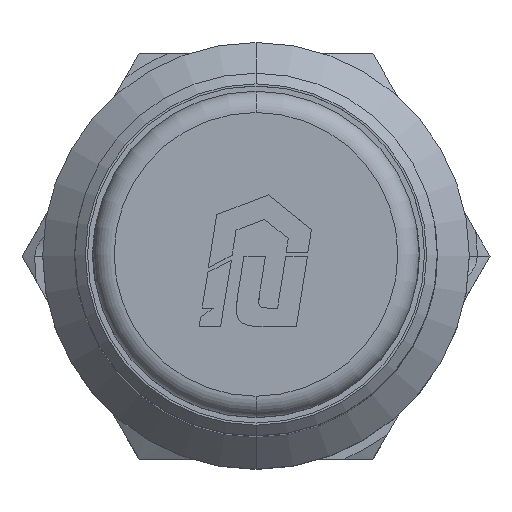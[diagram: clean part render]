
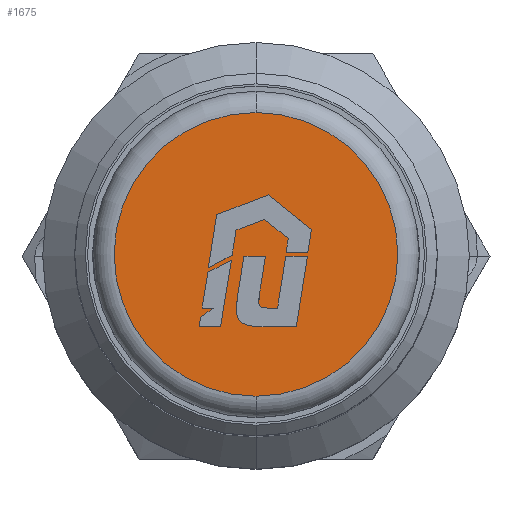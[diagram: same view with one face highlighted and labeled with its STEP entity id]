
A CAD part, top view. The second image highlights one B-rep face of the part: STEP entity #1675.
In plain terms, the highlighted planar face has unit normal (0, 0, 1).
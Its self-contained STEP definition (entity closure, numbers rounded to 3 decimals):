
#64=CARTESIAN_POINT('',(1.891,-3.184,59.5));
#65=VERTEX_POINT('',#64);
#66=CARTESIAN_POINT('',(0.329,-3.183,59.5));
#67=VERTEX_POINT('',#66);
#68=CARTESIAN_POINT('',(1.891,-3.184,59.5));
#69=DIRECTION('',(-1.,0.,0.));
#70=VECTOR('',#69,1.562);
#71=LINE('',#68,#70);
#72=EDGE_CURVE('',#65,#67,#71,.T.);
#104=CARTESIAN_POINT('',(2.411,0.12,59.5));
#105=VERTEX_POINT('',#104);
#106=CARTESIAN_POINT('',(2.411,0.12,59.5));
#107=DIRECTION('',(-0.156,-0.988,-0.));
#108=VECTOR('',#107,3.344);
#109=LINE('',#106,#108);
#110=EDGE_CURVE('',#105,#65,#109,.T.);
#135=CARTESIAN_POINT('',(1.394,0.12,59.5));
#136=VERTEX_POINT('',#135);
#137=CARTESIAN_POINT('',(1.394,0.12,59.5));
#138=DIRECTION('',(1.,0.,0.));
#139=VECTOR('',#138,1.017);
#140=LINE('',#137,#139);
#141=EDGE_CURVE('',#136,#105,#140,.T.);
#166=CARTESIAN_POINT('',(1.009,-2.317,59.5));
#167=VERTEX_POINT('',#166);
#168=CARTESIAN_POINT('',(1.009,-2.317,59.5));
#169=DIRECTION('',(0.156,0.988,0.));
#170=VECTOR('',#169,2.467);
#171=LINE('',#168,#170);
#172=EDGE_CURVE('',#167,#136,#171,.T.);
#197=CARTESIAN_POINT('',(0.622,-2.317,59.5));
#198=VERTEX_POINT('',#197);
#199=CARTESIAN_POINT('',(0.622,-2.317,59.5));
#200=DIRECTION('',(1.,0.001,0.));
#201=VECTOR('',#200,0.387);
#202=LINE('',#199,#201);
#203=EDGE_CURVE('',#198,#167,#202,.T.);
#264=CARTESIAN_POINT('',(0.189,-1.469,59.5));
#265=VERTEX_POINT('',#264);
#266=CARTESIAN_POINT('',(0.622,-2.317,59.5));
#267=CARTESIAN_POINT('',(0.399,-2.317,59.5));
#268=CARTESIAN_POINT('',(0.317,-2.298,59.5));
#269=CARTESIAN_POINT('',(0.228,-2.276,59.5));
#270=CARTESIAN_POINT('',(0.185,-2.223,59.5));
#271=CARTESIAN_POINT('',(0.146,-2.176,59.5));
#272=CARTESIAN_POINT('',(0.136,-2.079,59.5));
#273=CARTESIAN_POINT('',(0.12,-1.931,59.5));
#274=CARTESIAN_POINT('',(0.189,-1.469,59.5));
#275=B_SPLINE_CURVE_WITH_KNOTS('',2,(#266,#267,#268,#269,#270,#271,#272,#273,#274),.UNSPECIFIED.,.F.,.F.,(3,2,2,2,3),(0.,0.25,0.375,0.5,1.),.UNSPECIFIED.);
#276=EDGE_CURVE('',#198,#265,#275,.T.);
#329=CARTESIAN_POINT('',(0.444,0.12,59.5));
#330=VERTEX_POINT('',#329);
#331=CARTESIAN_POINT('',(0.444,0.12,59.5));
#332=DIRECTION('',(-0.158,-0.987,-0.));
#333=VECTOR('',#332,1.609);
#334=LINE('',#331,#333);
#335=EDGE_CURVE('',#330,#265,#334,.T.);
#360=CARTESIAN_POINT('',(-0.567,0.12,59.5));
#361=VERTEX_POINT('',#360);
#362=CARTESIAN_POINT('',(-0.567,0.12,59.5));
#363=DIRECTION('',(1.,0.,0.));
#364=VECTOR('',#363,1.011);
#365=LINE('',#362,#364);
#366=EDGE_CURVE('',#361,#330,#365,.T.);
#391=CARTESIAN_POINT('',(-0.867,-1.781,59.5));
#392=VERTEX_POINT('',#391);
#393=CARTESIAN_POINT('',(-0.867,-1.781,59.5));
#394=DIRECTION('',(0.156,0.988,0.));
#395=VECTOR('',#394,1.925);
#396=LINE('',#393,#395);
#397=EDGE_CURVE('',#392,#361,#396,.T.);
#470=CARTESIAN_POINT('',(-0.867,-1.781,59.5));
#471=CARTESIAN_POINT('',(-0.925,-2.153,59.5));
#472=CARTESIAN_POINT('',(-0.922,-2.357,59.5));
#473=CARTESIAN_POINT('',(-0.918,-2.733,59.5));
#474=CARTESIAN_POINT('',(-0.768,-2.909,59.5));
#475=CARTESIAN_POINT('',(-0.616,-3.088,59.5));
#476=CARTESIAN_POINT('',(-0.249,-3.151,59.5));
#477=CARTESIAN_POINT('',(-0.06,-3.183,59.5));
#478=CARTESIAN_POINT('',(0.329,-3.183,59.5));
#479=B_SPLINE_CURVE_WITH_KNOTS('',2,(#470,#471,#472,#473,#474,#475,#476,#477,#478),.UNSPECIFIED.,.F.,.F.,(3,2,2,2,3),(0.,0.25,0.5,0.75,1.),.UNSPECIFIED.);
#480=EDGE_CURVE('',#392,#67,#479,.T.);
#523=CARTESIAN_POINT('',(2.429,0.29,59.5));
#524=VERTEX_POINT('',#523);
#525=CARTESIAN_POINT('',(2.598,1.357,59.5));
#526=VERTEX_POINT('',#525);
#527=CARTESIAN_POINT('',(2.429,0.29,59.5));
#528=DIRECTION('',(0.156,0.988,0.));
#529=VECTOR('',#528,1.08);
#530=LINE('',#527,#529);
#531=EDGE_CURVE('',#524,#526,#530,.T.);
#563=CARTESIAN_POINT('',(0.582,2.99,59.5));
#564=VERTEX_POINT('',#563);
#565=CARTESIAN_POINT('',(2.598,1.357,59.5));
#566=DIRECTION('',(-0.777,0.629,0.));
#567=VECTOR('',#566,2.595);
#568=LINE('',#565,#567);
#569=EDGE_CURVE('',#526,#564,#568,.T.);
#594=CARTESIAN_POINT('',(-1.841,2.06,59.5));
#595=VERTEX_POINT('',#594);
#596=CARTESIAN_POINT('',(0.582,2.99,59.5));
#597=DIRECTION('',(-0.934,-0.358,-0.));
#598=VECTOR('',#597,2.595);
#599=LINE('',#596,#598);
#600=EDGE_CURVE('',#564,#595,#599,.T.);
#625=CARTESIAN_POINT('',(-2.235,-0.428,59.5));
#626=VERTEX_POINT('',#625);
#627=CARTESIAN_POINT('',(-1.841,2.06,59.5));
#628=DIRECTION('',(-0.156,-0.988,-0.));
#629=VECTOR('',#628,2.519);
#630=LINE('',#627,#629);
#631=EDGE_CURVE('',#595,#626,#630,.T.);
#656=CARTESIAN_POINT('',(-1.116,0.165,59.5));
#657=VERTEX_POINT('',#656);
#658=CARTESIAN_POINT('',(-2.235,-0.428,59.5));
#659=DIRECTION('',(0.884,0.468,0.));
#660=VECTOR('',#659,1.267);
#661=LINE('',#658,#660);
#662=EDGE_CURVE('',#626,#657,#661,.T.);
#687=CARTESIAN_POINT('',(-0.94,1.33,59.5));
#688=VERTEX_POINT('',#687);
#689=CARTESIAN_POINT('',(-1.116,0.165,59.5));
#690=DIRECTION('',(0.15,0.989,0.));
#691=VECTOR('',#690,1.178);
#692=LINE('',#689,#691);
#693=EDGE_CURVE('',#657,#688,#692,.T.);
#718=CARTESIAN_POINT('',(0.4,1.844,59.5));
#719=VERTEX_POINT('',#718);
#720=CARTESIAN_POINT('',(-0.94,1.33,59.5));
#721=DIRECTION('',(0.934,0.358,0.));
#722=VECTOR('',#721,1.435);
#723=LINE('',#720,#722);
#724=EDGE_CURVE('',#688,#719,#723,.T.);
#749=CARTESIAN_POINT('',(1.515,0.941,59.5));
#750=VERTEX_POINT('',#749);
#751=CARTESIAN_POINT('',(0.4,1.844,59.5));
#752=DIRECTION('',(0.777,-0.629,-0.));
#753=VECTOR('',#752,1.435);
#754=LINE('',#751,#753);
#755=EDGE_CURVE('',#719,#750,#754,.T.);
#780=CARTESIAN_POINT('',(1.412,0.29,59.5));
#781=VERTEX_POINT('',#780);
#782=CARTESIAN_POINT('',(1.515,0.941,59.5));
#783=DIRECTION('',(-0.156,-0.988,-0.));
#784=VECTOR('',#783,0.659);
#785=LINE('',#782,#784);
#786=EDGE_CURVE('',#750,#781,#785,.T.);
#811=CARTESIAN_POINT('',(1.412,0.29,59.5));
#812=DIRECTION('',(1.,0.,0.));
#813=VECTOR('',#812,1.017);
#814=LINE('',#811,#813);
#815=EDGE_CURVE('',#781,#524,#814,.T.);
#833=CARTESIAN_POINT('',(-2.597,-2.759,59.5));
#834=VERTEX_POINT('',#833);
#835=CARTESIAN_POINT('',(-2.668,-3.184,59.5));
#836=VERTEX_POINT('',#835);
#837=CARTESIAN_POINT('',(-2.597,-2.759,59.5));
#838=DIRECTION('',(-0.165,-0.986,-0.));
#839=VECTOR('',#838,0.43);
#840=LINE('',#837,#839);
#841=EDGE_CURVE('',#834,#836,#840,.T.);
#873=CARTESIAN_POINT('',(-1.663,-3.184,59.5));
#874=VERTEX_POINT('',#873);
#875=CARTESIAN_POINT('',(-2.668,-3.184,59.5));
#876=DIRECTION('',(1.,0.,0.));
#877=VECTOR('',#876,1.005);
#878=LINE('',#875,#877);
#879=EDGE_CURVE('',#836,#874,#878,.T.);
#904=CARTESIAN_POINT('',(-1.155,-0.064,59.5));
#905=VERTEX_POINT('',#904);
#906=CARTESIAN_POINT('',(-1.663,-3.184,59.5));
#907=DIRECTION('',(0.161,0.987,0.));
#908=VECTOR('',#907,3.161);
#909=LINE('',#906,#908);
#910=EDGE_CURVE('',#874,#905,#909,.T.);
#935=CARTESIAN_POINT('',(-2.258,-0.649,59.5));
#936=VERTEX_POINT('',#935);
#937=CARTESIAN_POINT('',(-1.155,-0.064,59.5));
#938=DIRECTION('',(-0.883,-0.469,-0.));
#939=VECTOR('',#938,1.249);
#940=LINE('',#937,#939);
#941=EDGE_CURVE('',#905,#936,#940,.T.);
#966=CARTESIAN_POINT('',(-2.527,-2.314,59.5));
#967=VERTEX_POINT('',#966);
#968=CARTESIAN_POINT('',(-2.258,-0.649,59.5));
#969=DIRECTION('',(-0.16,-0.987,-0.));
#970=VECTOR('',#969,1.687);
#971=LINE('',#968,#970);
#972=EDGE_CURVE('',#936,#967,#971,.T.);
#997=CARTESIAN_POINT('',(-2.006,-2.314,59.5));
#998=VERTEX_POINT('',#997);
#999=CARTESIAN_POINT('',(-2.527,-2.314,59.5));
#1000=DIRECTION('',(1.,0.,0.));
#1001=VECTOR('',#1000,0.521);
#1002=LINE('',#999,#1001);
#1003=EDGE_CURVE('',#967,#998,#1002,.T.);
#1028=CARTESIAN_POINT('',(-2.006,-2.314,59.5));
#1029=DIRECTION('',(-0.798,-0.602,-0.));
#1030=VECTOR('',#1029,0.74);
#1031=LINE('',#1028,#1030);
#1032=EDGE_CURVE('',#998,#834,#1031,.T.);
#1409=CARTESIAN_POINT('',(0.,-6.45,59.5));
#1410=VERTEX_POINT('',#1409);
#1411=CARTESIAN_POINT('',(-0.,6.85,59.5));
#1412=VERTEX_POINT('',#1411);
#1413=CARTESIAN_POINT('',(0.,0.2,59.5));
#1414=DIRECTION('',(0.,0.,-1.));
#1415=DIRECTION('',(0.,-1.,-0.));
#1416=AXIS2_PLACEMENT_3D('',#1413,#1414,#1415);
#1417=CIRCLE('',#1416,6.65);
#1418=EDGE_CURVE('NONE',#1410,#1412,#1417,.T.);
#1619=CARTESIAN_POINT('',(0.,0.2,59.5));
#1620=DIRECTION('',(0.,0.,-1.));
#1621=DIRECTION('',(0.,-1.,-0.));
#1622=AXIS2_PLACEMENT_3D('',#1619,#1620,#1621);
#1623=CIRCLE('',#1622,6.65);
#1624=EDGE_CURVE('NONE',#1412,#1410,#1623,.T.);
#1633=CARTESIAN_POINT('',(-6.65,0.2,59.5));
#1634=DIRECTION('',(0.,-0.,1.));
#1635=DIRECTION('',(0.,1.,0.));
#1636=AXIS2_PLACEMENT_3D('',#1633,#1634,#1635);
#1637=PLANE('',#1636);
#1638=ORIENTED_EDGE('',*,*,#1032,.F.);
#1639=ORIENTED_EDGE('',*,*,#1003,.F.);
#1640=ORIENTED_EDGE('',*,*,#972,.F.);
#1641=ORIENTED_EDGE('',*,*,#941,.F.);
#1642=ORIENTED_EDGE('',*,*,#910,.F.);
#1643=ORIENTED_EDGE('',*,*,#879,.F.);
#1644=ORIENTED_EDGE('',*,*,#841,.F.);
#1645=EDGE_LOOP('',(#1638,#1639,#1640,#1641,#1642,#1643,#1644));
#1646=FACE_BOUND('',#1645,.T.);
#1647=ORIENTED_EDGE('',*,*,#815,.F.);
#1648=ORIENTED_EDGE('',*,*,#786,.F.);
#1649=ORIENTED_EDGE('',*,*,#755,.F.);
#1650=ORIENTED_EDGE('',*,*,#724,.F.);
#1651=ORIENTED_EDGE('',*,*,#693,.F.);
#1652=ORIENTED_EDGE('',*,*,#662,.F.);
#1653=ORIENTED_EDGE('',*,*,#631,.F.);
#1654=ORIENTED_EDGE('',*,*,#600,.F.);
#1655=ORIENTED_EDGE('',*,*,#569,.F.);
#1656=ORIENTED_EDGE('',*,*,#531,.F.);
#1657=EDGE_LOOP('',(#1647,#1648,#1649,#1650,#1651,#1652,#1653,#1654,#1655,#1656));
#1658=FACE_BOUND('',#1657,.T.);
#1659=ORIENTED_EDGE('',*,*,#480,.F.);
#1660=ORIENTED_EDGE('',*,*,#397,.T.);
#1661=ORIENTED_EDGE('',*,*,#366,.T.);
#1662=ORIENTED_EDGE('',*,*,#335,.T.);
#1663=ORIENTED_EDGE('',*,*,#276,.F.);
#1664=ORIENTED_EDGE('',*,*,#203,.T.);
#1665=ORIENTED_EDGE('',*,*,#172,.T.);
#1666=ORIENTED_EDGE('',*,*,#141,.T.);
#1667=ORIENTED_EDGE('',*,*,#110,.T.);
#1668=ORIENTED_EDGE('',*,*,#72,.T.);
#1669=EDGE_LOOP('',(#1659,#1660,#1661,#1662,#1663,#1664,#1665,#1666,#1667,#1668));
#1670=FACE_BOUND('',#1669,.T.);
#1671=ORIENTED_EDGE('',*,*,#1418,.F.);
#1672=ORIENTED_EDGE('',*,*,#1624,.F.);
#1673=EDGE_LOOP('',(#1671,#1672));
#1674=FACE_BOUND('',#1673,.T.);
#1675=ADVANCED_FACE('NONE',(#1646,#1658,#1670,#1674),#1637,.T.);
